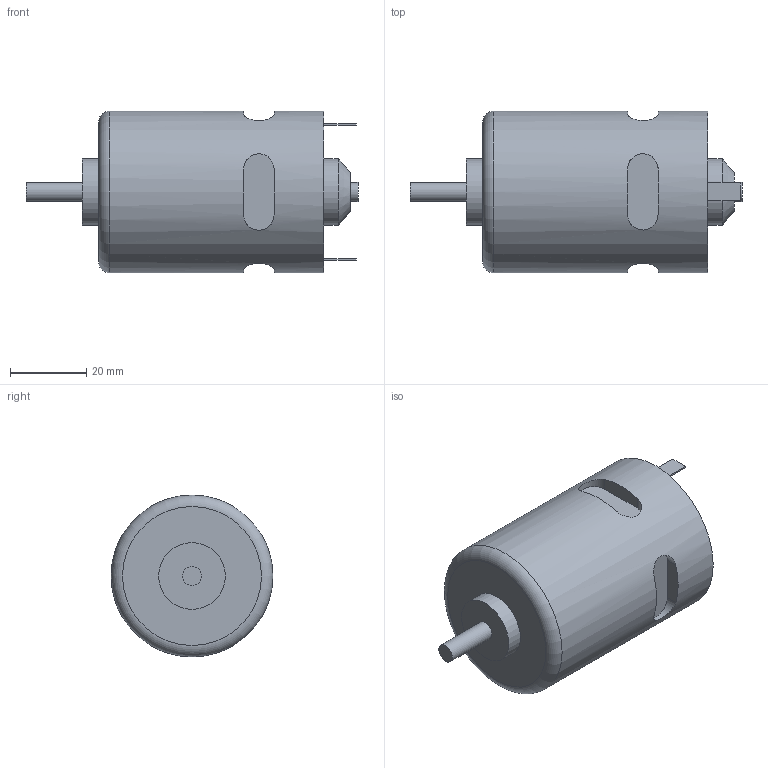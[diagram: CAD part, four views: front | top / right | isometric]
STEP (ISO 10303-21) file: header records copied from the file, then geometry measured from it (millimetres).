
FILE_DESCRIPTION( ( 'Unknown' ), '1' );
FILE_NAME( '750-9013-C.stp', 'Unknown', ( 'Unknown' ), ( 'Unknown' ), 'PSStep 17.0.49', 'Unknown', ' ' );
FILE_SCHEMA( ( 'AUTOMOTIVE_DESIGN { 1 0 10303 214 1 1 1 1 }' ) );
Length unit declared in the file: millimetre
Products named in the file (1): 1
Bounding box: 87 x 42.4 x 42.4 mm (x, y, z)
Volume: 83919.2 mm3; surface area: 11994.1 mm2
Topology: 1 solids, 1 shells, 43 faces, 95 edges, 63 vertices
Faces by surface type: plane 28, cylinder 13, cone 1, torus 1
Full cylindrical faces by diameter (mm): 5 x2, 17.5 x2, 42.4 x1
Entity records: 1746 total; most frequent: CARTESIAN_POINT 468, DIRECTION 192, ORIENTED_EDGE 168, EDGE_CURVE 84, AXIS2_PLACEMENT_3D 72, EDGE_LOOP 60, VERTEX_POINT 60, FACE_OUTER_BOUND 49
